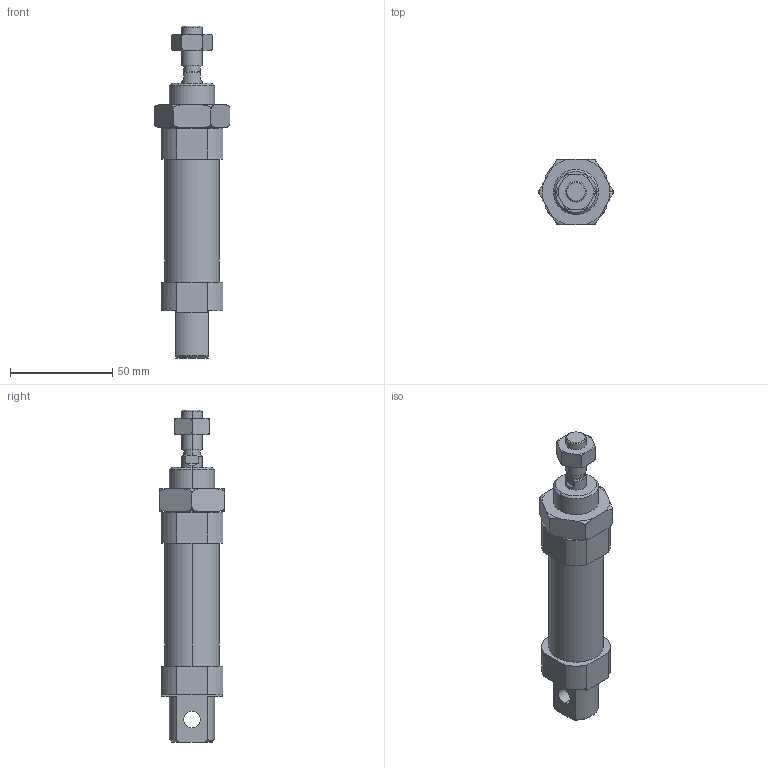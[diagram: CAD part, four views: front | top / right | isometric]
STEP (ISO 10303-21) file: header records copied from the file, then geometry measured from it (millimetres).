
FILE_DESCRIPTION (( 'STEP AP214' ), '1' );
FILE_NAME ('CD85N25-25-B.step.step', '2015-02-25T15:47:18', ( 'Windows User' ), ( '' ), 'SwSTEP 2.0', 'SolidWorks 2015', '' );
FILE_SCHEMA (( 'AUTOMOTIVE_DESIGN' ));
Length unit declared in the file: millimetre
Products named in the file (5): CD85N25-25-B.step_C85-Nut_25R; CD85N25-25-B.step_C85-Nut_25; CD85N25-25-B.step_C85-Rod_25; CD85N25-25-B.step_C85-Body_25N; CD85N25-25-B.step
Assembly tree (4 placements, depth 2):
  CD85N25-25-B.step
    CD85N25-25-B.step_C85-Body_25N
    CD85N25-25-B.step_C85-Rod_25
    CD85N25-25-B.step_C85-Nut_25
    CD85N25-25-B.step_C85-Nut_25R
Bounding box: 36.95 x 32 x 162 mm (x, y, z)
Volume: 69350.4 mm3; surface area: 27490.3 mm2
Topology: 4 solids, 4 shells, 127 faces, 315 edges, 204 vertices
Faces by surface type: plane 48, cylinder 36, torus 28, cone 15
Entity records: 4651 total; most frequent: CARTESIAN_POINT 1431, DIRECTION 643, ORIENTED_EDGE 630, EDGE_CURVE 315, AXIS2_PLACEMENT_3D 256, VERTEX_POINT 204, EDGE_LOOP 143, VECTOR 131
